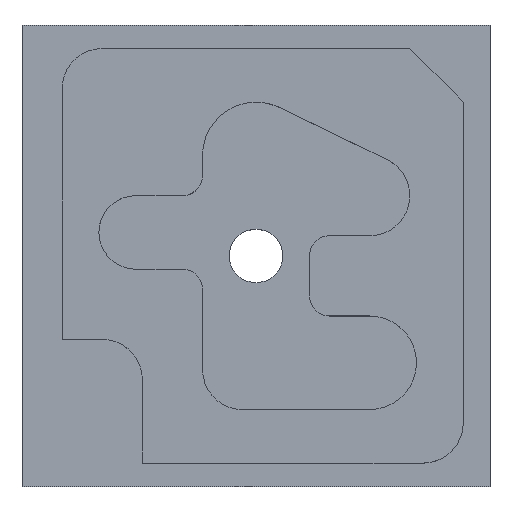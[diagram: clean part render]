
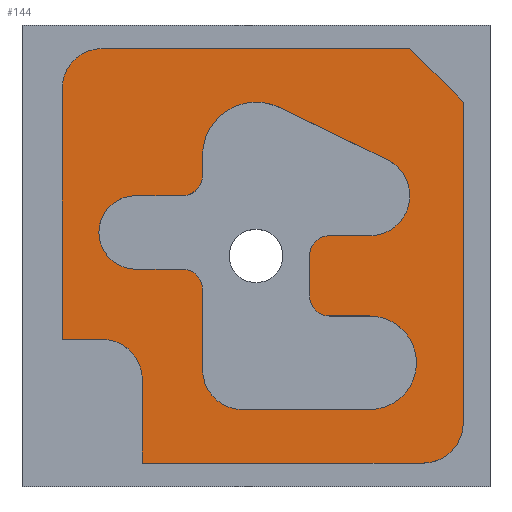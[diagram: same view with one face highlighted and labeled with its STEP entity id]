
A CAD part, top view. The second image highlights one B-rep face of the part: STEP entity #144.
In plain terms, the highlighted planar face has unit normal (0, 0, 1).
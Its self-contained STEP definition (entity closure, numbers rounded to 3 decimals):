
#144=ADVANCED_FACE('',(#207,#208),#183,.F.);
#183=PLANE('',#836);
#207=FACE_BOUND('',#217,.T.);
#208=FACE_BOUND('',#218,.T.);
#217=EDGE_LOOP('',(#291,#292,#293,#294,#295,#296,#297,#298,#299,#300));
#218=EDGE_LOOP('',(#301,#302,#303,#304,#305,#306,#307,#308,#309,#310,#311,
#312,#313,#314,#315,#316,#317,#318,#319,#320));
#261=CIRCLE('',#822,6.);
#262=CIRCLE('',#823,6.);
#263=CIRCLE('',#824,6.);
#264=CIRCLE('',#825,3.);
#265=CIRCLE('',#826,3.);
#266=CIRCLE('',#827,7.);
#267=CIRCLE('',#828,7.);
#268=CIRCLE('',#829,6.);
#269=CIRCLE('',#830,3.);
#270=CIRCLE('',#831,5.5);
#271=CIRCLE('',#832,5.5);
#272=CIRCLE('',#833,3.);
#273=CIRCLE('',#834,8.);
#274=CIRCLE('',#835,6.);
#291=ORIENTED_EDGE('',*,*,#569,.F.);
#292=ORIENTED_EDGE('',*,*,#570,.T.);
#293=ORIENTED_EDGE('',*,*,#571,.F.);
#294=ORIENTED_EDGE('',*,*,#572,.T.);
#295=ORIENTED_EDGE('',*,*,#573,.F.);
#296=ORIENTED_EDGE('',*,*,#574,.F.);
#297=ORIENTED_EDGE('',*,*,#575,.T.);
#298=ORIENTED_EDGE('',*,*,#576,.F.);
#299=ORIENTED_EDGE('',*,*,#577,.F.);
#300=ORIENTED_EDGE('',*,*,#578,.T.);
#301=ORIENTED_EDGE('',*,*,#579,.F.);
#302=ORIENTED_EDGE('',*,*,#580,.T.);
#303=ORIENTED_EDGE('',*,*,#581,.F.);
#304=ORIENTED_EDGE('',*,*,#582,.T.);
#305=ORIENTED_EDGE('',*,*,#583,.F.);
#306=ORIENTED_EDGE('',*,*,#584,.T.);
#307=ORIENTED_EDGE('',*,*,#585,.T.);
#308=ORIENTED_EDGE('',*,*,#586,.F.);
#309=ORIENTED_EDGE('',*,*,#587,.T.);
#310=ORIENTED_EDGE('',*,*,#588,.F.);
#311=ORIENTED_EDGE('',*,*,#589,.T.);
#312=ORIENTED_EDGE('',*,*,#590,.F.);
#313=ORIENTED_EDGE('',*,*,#591,.T.);
#314=ORIENTED_EDGE('',*,*,#592,.T.);
#315=ORIENTED_EDGE('',*,*,#593,.F.);
#316=ORIENTED_EDGE('',*,*,#594,.T.);
#317=ORIENTED_EDGE('',*,*,#595,.F.);
#318=ORIENTED_EDGE('',*,*,#596,.F.);
#319=ORIENTED_EDGE('',*,*,#597,.F.);
#320=ORIENTED_EDGE('',*,*,#598,.F.);
#499=VERTEX_POINT('',#1107);
#500=VERTEX_POINT('',#1108);
#501=VERTEX_POINT('',#1110);
#502=VERTEX_POINT('',#1112);
#503=VERTEX_POINT('',#1114);
#504=VERTEX_POINT('',#1116);
#505=VERTEX_POINT('',#1118);
#506=VERTEX_POINT('',#1120);
#507=VERTEX_POINT('',#1122);
#508=VERTEX_POINT('',#1124);
#509=VERTEX_POINT('',#1127);
#510=VERTEX_POINT('',#1128);
#511=VERTEX_POINT('',#1130);
#512=VERTEX_POINT('',#1132);
#513=VERTEX_POINT('',#1134);
#514=VERTEX_POINT('',#1136);
#515=VERTEX_POINT('',#1138);
#516=VERTEX_POINT('',#1140);
#517=VERTEX_POINT('',#1142);
#518=VERTEX_POINT('',#1144);
#519=VERTEX_POINT('',#1146);
#520=VERTEX_POINT('',#1148);
#521=VERTEX_POINT('',#1150);
#522=VERTEX_POINT('',#1152);
#523=VERTEX_POINT('',#1154);
#524=VERTEX_POINT('',#1156);
#525=VERTEX_POINT('',#1158);
#526=VERTEX_POINT('',#1160);
#527=VERTEX_POINT('',#1162);
#528=VERTEX_POINT('',#1164);
#569=EDGE_CURVE('',#499,#500,#673,.T.);
#570=EDGE_CURVE('',#499,#501,#674,.T.);
#571=EDGE_CURVE('',#502,#501,#675,.T.);
#572=EDGE_CURVE('',#502,#503,#261,.T.);
#573=EDGE_CURVE('',#504,#503,#676,.T.);
#574=EDGE_CURVE('',#505,#504,#677,.T.);
#575=EDGE_CURVE('',#505,#506,#262,.T.);
#576=EDGE_CURVE('',#507,#506,#678,.T.);
#577=EDGE_CURVE('',#508,#507,#679,.T.);
#578=EDGE_CURVE('',#508,#500,#263,.T.);
#579=EDGE_CURVE('',#509,#510,#680,.T.);
#580=EDGE_CURVE('',#509,#511,#264,.T.);
#581=EDGE_CURVE('',#512,#511,#681,.T.);
#582=EDGE_CURVE('',#512,#513,#265,.T.);
#583=EDGE_CURVE('',#514,#513,#682,.T.);
#584=EDGE_CURVE('',#514,#515,#266,.T.);
#585=EDGE_CURVE('',#515,#516,#267,.T.);
#586=EDGE_CURVE('',#517,#516,#683,.T.);
#587=EDGE_CURVE('',#517,#518,#268,.T.);
#588=EDGE_CURVE('',#519,#518,#684,.T.);
#589=EDGE_CURVE('',#519,#520,#269,.T.);
#590=EDGE_CURVE('',#521,#520,#685,.T.);
#591=EDGE_CURVE('',#521,#522,#270,.T.);
#592=EDGE_CURVE('',#522,#523,#271,.T.);
#593=EDGE_CURVE('',#524,#523,#686,.T.);
#594=EDGE_CURVE('',#524,#525,#272,.T.);
#595=EDGE_CURVE('',#526,#525,#687,.T.);
#596=EDGE_CURVE('',#527,#526,#273,.T.);
#597=EDGE_CURVE('',#528,#527,#688,.T.);
#598=EDGE_CURVE('',#510,#528,#274,.T.);
#673=LINE('',#1106,#747);
#674=LINE('',#1109,#748);
#675=LINE('',#1111,#749);
#676=LINE('',#1115,#750);
#677=LINE('',#1117,#751);
#678=LINE('',#1121,#752);
#679=LINE('',#1123,#753);
#680=LINE('',#1126,#754);
#681=LINE('',#1131,#755);
#682=LINE('',#1135,#756);
#683=LINE('',#1141,#757);
#684=LINE('',#1145,#758);
#685=LINE('',#1149,#759);
#686=LINE('',#1155,#760);
#687=LINE('',#1159,#761);
#688=LINE('',#1163,#762);
#747=VECTOR('',#893,1.);
#748=VECTOR('',#894,1.);
#749=VECTOR('',#895,1.);
#750=VECTOR('',#898,1.);
#751=VECTOR('',#899,1.);
#752=VECTOR('',#902,1.);
#753=VECTOR('',#903,1.);
#754=VECTOR('',#906,1.);
#755=VECTOR('',#909,1.);
#756=VECTOR('',#912,1.);
#757=VECTOR('',#917,1.);
#758=VECTOR('',#920,1.);
#759=VECTOR('',#923,1.);
#760=VECTOR('',#928,1.);
#761=VECTOR('',#931,1.);
#762=VECTOR('',#934,1.);
#822=AXIS2_PLACEMENT_3D('',#1113,#896,#897);
#823=AXIS2_PLACEMENT_3D('',#1119,#900,#901);
#824=AXIS2_PLACEMENT_3D('',#1125,#904,#905);
#825=AXIS2_PLACEMENT_3D('',#1129,#907,#908);
#826=AXIS2_PLACEMENT_3D('',#1133,#910,#911);
#827=AXIS2_PLACEMENT_3D('',#1137,#913,#914);
#828=AXIS2_PLACEMENT_3D('',#1139,#915,#916);
#829=AXIS2_PLACEMENT_3D('',#1143,#918,#919);
#830=AXIS2_PLACEMENT_3D('',#1147,#921,#922);
#831=AXIS2_PLACEMENT_3D('',#1151,#924,#925);
#832=AXIS2_PLACEMENT_3D('',#1153,#926,#927);
#833=AXIS2_PLACEMENT_3D('',#1157,#929,#930);
#834=AXIS2_PLACEMENT_3D('',#1161,#932,#933);
#835=AXIS2_PLACEMENT_3D('',#1165,#935,#936);
#836=AXIS2_PLACEMENT_3D('',#1166,#937,#938);
#893=DIRECTION('',(0.,-1.,0.));
#894=DIRECTION('',(-0.707,0.707,0.));
#895=DIRECTION('',(1.,0.,0.));
#896=DIRECTION('',(0.,0.,1.));
#897=DIRECTION('',(-1.,0.,0.));
#898=DIRECTION('',(0.,1.,0.));
#899=DIRECTION('',(-1.,0.,0.));
#900=DIRECTION('',(0.,0.,-1.));
#901=DIRECTION('',(-1.,0.,0.));
#902=DIRECTION('',(0.,1.,0.));
#903=DIRECTION('',(-1.,0.,0.));
#904=DIRECTION('',(0.,0.,1.));
#905=DIRECTION('',(-1.,0.,0.));
#906=DIRECTION('',(1.,0.,0.));
#907=DIRECTION('',(0.,0.,1.));
#908=DIRECTION('',(-1.,0.,0.));
#909=DIRECTION('',(0.,1.,0.));
#910=DIRECTION('',(0.,0.,1.));
#911=DIRECTION('',(-1.,0.,0.));
#912=DIRECTION('',(-1.,0.,0.));
#913=DIRECTION('',(0.,0.,-1.));
#914=DIRECTION('',(-1.,0.,0.));
#915=DIRECTION('',(0.,0.,-1.));
#916=DIRECTION('',(-1.,0.,0.));
#917=DIRECTION('',(1.,0.,0.));
#918=DIRECTION('',(0.,0.,-1.));
#919=DIRECTION('',(-1.,0.,0.));
#920=DIRECTION('',(0.,-1.,0.));
#921=DIRECTION('',(0.,0.,1.));
#922=DIRECTION('',(-1.,0.,0.));
#923=DIRECTION('',(1.,0.,0.));
#924=DIRECTION('',(0.,0.,-1.));
#925=DIRECTION('',(-1.,0.,0.));
#926=DIRECTION('',(0.,0.,-1.));
#927=DIRECTION('',(-1.,0.,0.));
#928=DIRECTION('',(-1.,0.,0.));
#929=DIRECTION('',(0.,0.,1.));
#930=DIRECTION('',(-1.,0.,0.));
#931=DIRECTION('',(0.,-1.,0.));
#932=DIRECTION('',(0.,0.,1.));
#933=DIRECTION('',(1.,0.,0.));
#934=DIRECTION('',(-0.9,0.435,0.));
#935=DIRECTION('',(0.,0.,1.));
#936=DIRECTION('',(1.,0.,0.));
#937=DIRECTION('',(0.,0.,-1.));
#938=DIRECTION('',(-1.,0.,0.));
#1106=CARTESIAN_POINT('',(66.,65.5,0.));
#1107=CARTESIAN_POINT('',(66.,57.5,0.));
#1108=CARTESIAN_POINT('',(66.,9.5,0.));
#1109=CARTESIAN_POINT('',(66.,57.5,0.));
#1110=CARTESIAN_POINT('',(58.,65.5,0.));
#1111=CARTESIAN_POINT('',(6.,65.5,0.));
#1112=CARTESIAN_POINT('',(12.,65.5,0.));
#1113=CARTESIAN_POINT('',(12.,59.5,0.));
#1114=CARTESIAN_POINT('',(6.,59.5,0.));
#1115=CARTESIAN_POINT('',(6.,22.,0.));
#1116=CARTESIAN_POINT('',(6.,22.,0.));
#1117=CARTESIAN_POINT('',(18.,22.,0.));
#1118=CARTESIAN_POINT('',(12.,22.,0.));
#1119=CARTESIAN_POINT('',(12.,16.,0.));
#1120=CARTESIAN_POINT('',(18.,16.,0.));
#1121=CARTESIAN_POINT('',(18.,3.5,0.));
#1122=CARTESIAN_POINT('',(18.,3.5,0.));
#1123=CARTESIAN_POINT('',(66.,3.5,0.));
#1124=CARTESIAN_POINT('',(60.,3.5,0.));
#1125=CARTESIAN_POINT('',(60.,9.5,0.));
#1126=CARTESIAN_POINT('',(43.,37.5,0.));
#1127=CARTESIAN_POINT('',(46.,37.5,0.));
#1128=CARTESIAN_POINT('',(52.,37.5,0.));
#1129=CARTESIAN_POINT('',(46.,34.5,0.));
#1130=CARTESIAN_POINT('',(43.,34.5,0.));
#1131=CARTESIAN_POINT('',(43.,25.5,0.));
#1132=CARTESIAN_POINT('',(43.,28.5,0.));
#1133=CARTESIAN_POINT('',(46.,28.5,0.));
#1134=CARTESIAN_POINT('',(46.,25.5,0.));
#1135=CARTESIAN_POINT('',(59.,25.5,0.));
#1136=CARTESIAN_POINT('',(52.,25.5,0.));
#1137=CARTESIAN_POINT('',(52.,18.5,0.));
#1138=CARTESIAN_POINT('',(59.,18.5,0.));
#1139=CARTESIAN_POINT('',(52.,18.5,0.));
#1140=CARTESIAN_POINT('',(52.,11.5,0.));
#1141=CARTESIAN_POINT('',(27.,11.5,0.));
#1142=CARTESIAN_POINT('',(33.,11.5,0.));
#1143=CARTESIAN_POINT('',(33.,17.5,0.));
#1144=CARTESIAN_POINT('',(27.,17.5,0.));
#1145=CARTESIAN_POINT('',(27.,32.5,0.));
#1146=CARTESIAN_POINT('',(27.,29.5,0.));
#1147=CARTESIAN_POINT('',(24.,29.5,0.));
#1148=CARTESIAN_POINT('',(24.,32.5,0.));
#1149=CARTESIAN_POINT('',(11.5,32.5,0.));
#1150=CARTESIAN_POINT('',(17.,32.5,0.));
#1151=CARTESIAN_POINT('',(17.,38.,0.));
#1152=CARTESIAN_POINT('',(11.5,38.,0.));
#1153=CARTESIAN_POINT('',(17.,38.,0.));
#1154=CARTESIAN_POINT('',(17.,43.5,0.));
#1155=CARTESIAN_POINT('',(27.,43.5,0.));
#1156=CARTESIAN_POINT('',(24.,43.5,0.));
#1157=CARTESIAN_POINT('',(24.,46.5,0.));
#1158=CARTESIAN_POINT('',(27.,46.5,0.));
#1159=CARTESIAN_POINT('',(27.,49.5,0.));
#1160=CARTESIAN_POINT('',(27.,49.5,0.));
#1161=CARTESIAN_POINT('',(35.,49.5,0.));
#1162=CARTESIAN_POINT('',(38.483,56.702,0.));
#1163=CARTESIAN_POINT('',(54.612,48.901,0.));
#1164=CARTESIAN_POINT('',(54.612,48.901,0.));
#1165=CARTESIAN_POINT('',(52.,43.5,0.));
#1166=CARTESIAN_POINT('',(0.,0.,0.));
